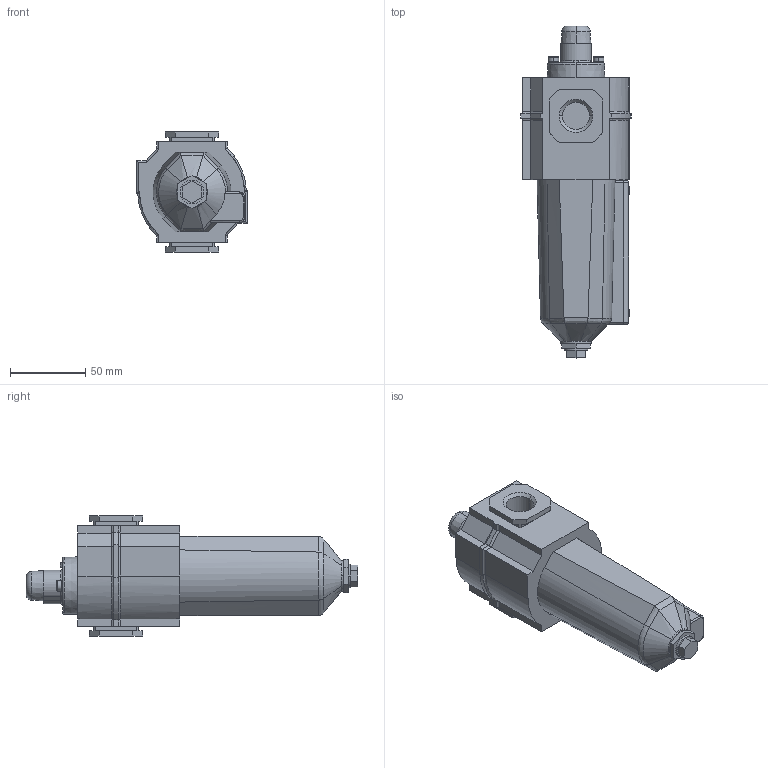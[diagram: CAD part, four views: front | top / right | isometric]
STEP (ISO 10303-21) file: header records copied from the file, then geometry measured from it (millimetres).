
FILE_DESCRIPTION (( 'STEP AP214' ), '1' );
FILE_NAME ('Norgren-F74C-4AD-AD0.step', '2019-01-10T15:44:33', ( '' ), ( '' ), 'SwSTEP 2.0', 'SolidWorks 2018', '' );
FILE_SCHEMA (( 'AUTOMOTIVE_DESIGN' ));
Length unit declared in the file: millimetre
Products named in the file (5): Norgren-F74C-4AD-AD0_F74_ss_47_1-2; Norgren-F74C-4AD-AD0_F74_5797-50; Norgren-F74C-4AD-AD0_F74_ss_31_CA; Norgren-F74C-4AD-AD0; Norgren-F74C-4AD-AD0_F74_ss_05
Assembly tree (4 placements, depth 2):
  Norgren-F74C-4AD-AD0
    Norgren-F74C-4AD-AD0_F74_ss_47_1-2
    Norgren-F74C-4AD-AD0_F74_ss_31_CA
    Norgren-F74C-4AD-AD0_F74_ss_05
    Norgren-F74C-4AD-AD0_F74_5797-50
Bounding box: 73.5 x 221.24 x 80 mm (x, y, z)
Volume: 534114.5 mm3; surface area: 61648.3 mm2
Topology: 5 solids, 5 shells, 275 faces, 670 edges, 422 vertices
Faces by surface type: plane 146, cylinder 54, bspline 48, torus 15, cone 12
Entity records: 12017 total; most frequent: CARTESIAN_POINT 4022, ORIENTED_EDGE 1340, DIRECTION 1149, EDGE_CURVE 670, VERTEX_POINT 422, VECTOR 407, LINE 407, AXIS2_PLACEMENT_3D 371
